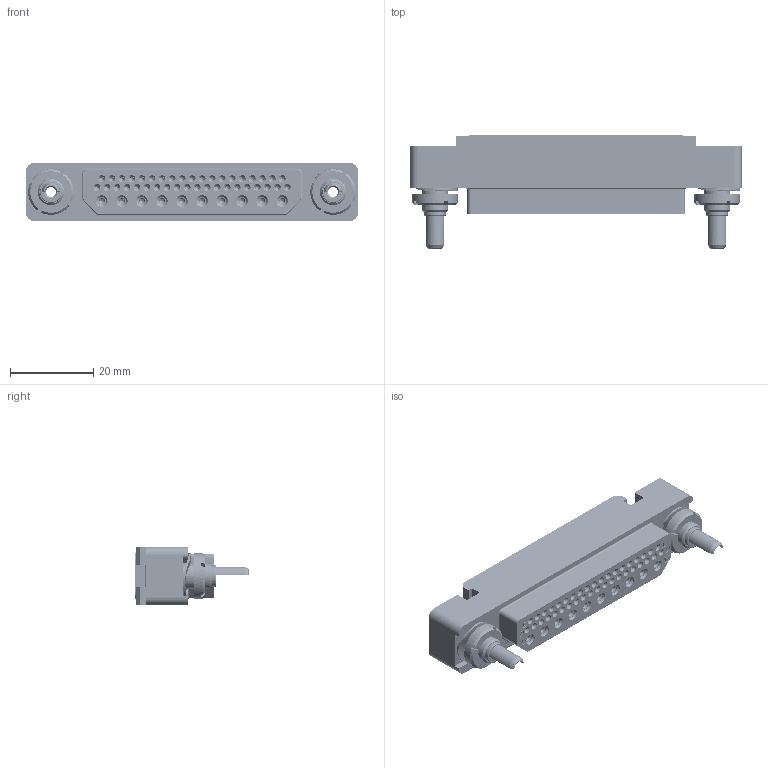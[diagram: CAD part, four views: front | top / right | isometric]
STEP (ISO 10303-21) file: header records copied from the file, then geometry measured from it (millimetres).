
FILE_DESCRIPTION((''),'2;1');
FILE_NAME('1900ND03S2B00B','2020-08-03T',('presta_be4'),(''),'CREO PARAMETRIC BY PTC INC, 2018360','CREO PARAMETRIC BY PTC INC, 2018360','');
FILE_SCHEMA(('CONFIG_CONTROL_DESIGN'));
Products named in the file (1): 1900ND03S2B00B
Bounding box: 80 x 27.28 x 14 mm (x, y, z)
Volume: 14386.6 mm3; surface area: 25850.4 mm2
Topology: 13 solids, 13 shells, 6840 faces, 18170 edges, 11449 vertices
Faces by surface type: plane 2834, cylinder 2304, cone 1132, torus 338, sphere 156, bspline 50, extrusion 26
Entity records: 242378 total; most frequent: CARTESIAN_POINT 71572, ORIENTED_EDGE 35940, DIRECTION 35657, EDGE_CURVE 17970, AXIS2_PLACEMENT_3D 13237, VERTEX_POINT 11449, VECTOR 9183, LINE 9157
